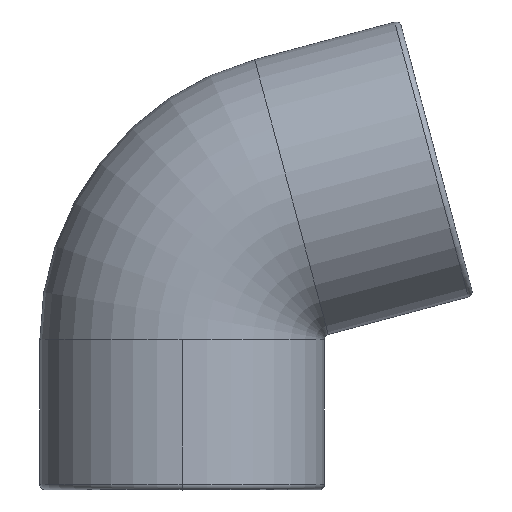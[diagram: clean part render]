
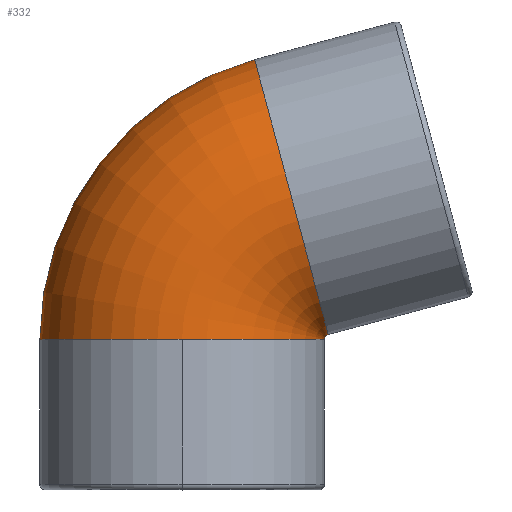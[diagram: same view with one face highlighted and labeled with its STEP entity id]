
A CAD part, top view. The second image highlights one B-rep face of the part: STEP entity #332.
In plain terms, the highlighted toroidal (fillet/blend) face has major radius 14 mm and minor radius 13.5 mm.
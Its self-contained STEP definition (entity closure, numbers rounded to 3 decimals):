
#28 = DIRECTION ( 'NONE',  ( 0.966, 0.259, 0. ) ) ;
#103 = ORIENTED_EDGE ( 'NONE', *, *, #3520, .F. ) ;
#117 = DIRECTION ( 'NONE',  ( -1., 0., 0. ) ) ;
#180 = ORIENTED_EDGE ( 'NONE', *, *, #4232, .T. ) ;
#312 = DIRECTION ( 'NONE',  ( 0., 0., -1. ) ) ;
#320 = DIRECTION ( 'NONE',  ( 0., 1., 0. ) ) ;
#332 = ADVANCED_FACE ( 'NONE', ( #2405 ), #1266, .T. ) ;
#459 = DIRECTION ( 'NONE',  ( 0., 0., 1. ) ) ;
#612 = CIRCLE ( 'NONE', #1715, 13.5 ) ;
#716 = EDGE_CURVE ( 'NONE', #3714, #1223, #612, .T. ) ;
#718 = DIRECTION ( 'NONE',  ( 0., 0., -1. ) ) ;
#793 = AXIS2_PLACEMENT_3D ( 'NONE', #1834, #4273, #117 ) ;
#848 = DIRECTION ( 'NONE',  ( 0., 1., 0. ) ) ;
#1081 = DIRECTION ( 'NONE',  ( -1., 0., 0. ) ) ;
#1127 = CARTESIAN_POINT ( 'NONE',  ( 10.377, 27.78, 0. ) ) ;
#1223 = VERTEX_POINT ( 'NONE', #2797 ) ;
#1247 = VERTEX_POINT ( 'NONE', #2433 ) ;
#1266 = TOROIDAL_SURFACE ( 'NONE', #1632, 14., 13.5 ) ;
#1522 = EDGE_CURVE ( 'NONE', #2285, #1247, #1977, .T. ) ;
#1632 = AXIS2_PLACEMENT_3D ( 'NONE', #3485, #312, #4187 ) ;
#1660 = ORIENTED_EDGE ( 'NONE', *, *, #716, .T. ) ;
#1715 = AXIS2_PLACEMENT_3D ( 'NONE', #2499, #320, #3919 ) ;
#1744 = EDGE_LOOP ( 'NONE', ( #103, #1660, #180, #4028, #4099 ) ) ;
#1834 = CARTESIAN_POINT ( 'NONE',  ( 14., 14.257, 0. ) ) ;
#1936 = CARTESIAN_POINT ( 'NONE',  ( -13.5, 14.257, 0. ) ) ;
#1968 = CARTESIAN_POINT ( 'NONE',  ( 13.5, 14.257, 0. ) ) ;
#1977 = CIRCLE ( 'NONE', #793, 0.5 ) ;
#2188 = AXIS2_PLACEMENT_3D ( 'NONE', #1127, #28, #2541 ) ;
#2247 = AXIS2_PLACEMENT_3D ( 'NONE', #4277, #718, #1081 ) ;
#2285 = VERTEX_POINT ( 'NONE', #1968 ) ;
#2405 = FACE_OUTER_BOUND ( 'NONE', #1744, .T. ) ;
#2433 = CARTESIAN_POINT ( 'NONE',  ( 13.871, 14.74, 0. ) ) ;
#2499 = CARTESIAN_POINT ( 'NONE',  ( 0., 14.257, 0. ) ) ;
#2541 = DIRECTION ( 'NONE',  ( 0., 0., 1. ) ) ;
#2740 = VERTEX_POINT ( 'NONE', #3941 ) ;
#2797 = CARTESIAN_POINT ( 'NONE',  ( 0., 14.257, 13.5 ) ) ;
#2826 = EDGE_CURVE ( 'NONE', #2740, #1247, #3016, .T. ) ;
#3016 = CIRCLE ( 'NONE', #2188, 13.5 ) ;
#3475 = CIRCLE ( 'NONE', #3687, 13.5 ) ;
#3485 = CARTESIAN_POINT ( 'NONE',  ( 14., 14.257, 0. ) ) ;
#3520 = EDGE_CURVE ( 'NONE', #3714, #2740, #4245, .T. ) ;
#3687 = AXIS2_PLACEMENT_3D ( 'NONE', #3981, #848, #459 ) ;
#3714 = VERTEX_POINT ( 'NONE', #1936 ) ;
#3919 = DIRECTION ( 'NONE',  ( 0., 0., 1. ) ) ;
#3941 = CARTESIAN_POINT ( 'NONE',  ( 6.882, 40.82, 0. ) ) ;
#3981 = CARTESIAN_POINT ( 'NONE',  ( 0., 14.257, 0. ) ) ;
#4028 = ORIENTED_EDGE ( 'NONE', *, *, #1522, .T. ) ;
#4099 = ORIENTED_EDGE ( 'NONE', *, *, #2826, .F. ) ;
#4187 = DIRECTION ( 'NONE',  ( -1., 0., 0. ) ) ;
#4232 = EDGE_CURVE ( 'NONE', #1223, #2285, #3475, .T. ) ;
#4245 = CIRCLE ( 'NONE', #2247, 27.5 ) ;
#4273 = DIRECTION ( 'NONE',  ( 0., 0., -1. ) ) ;
#4277 = CARTESIAN_POINT ( 'NONE',  ( 14., 14.257, 0. ) ) ;
